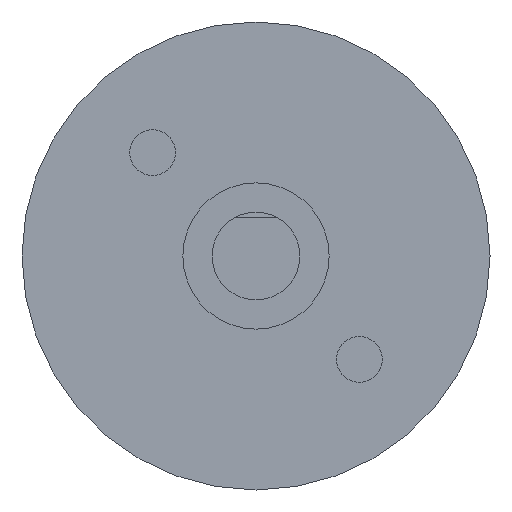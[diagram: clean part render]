
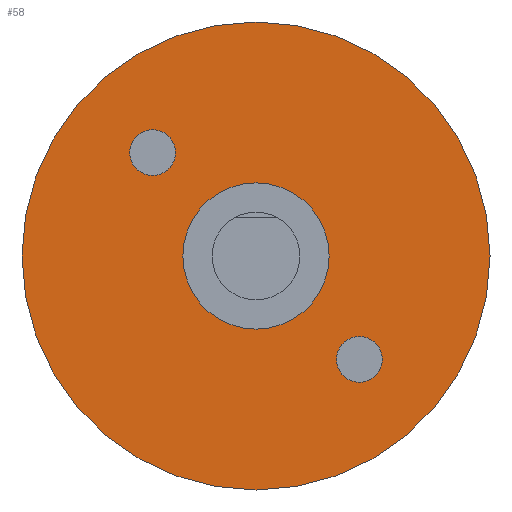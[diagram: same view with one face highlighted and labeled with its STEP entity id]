
A CAD part, front view. The second image highlights one B-rep face of the part: STEP entity #58.
In plain terms, the highlighted planar face has unit normal (0, -1, 0).
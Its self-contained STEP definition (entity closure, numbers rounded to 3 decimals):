
#58 = ADVANCED_FACE( '', ( #140, #141, #142, #143 ), #144, .F. );
#140 = FACE_BOUND( '', #257, .T. );
#141 = FACE_BOUND( '', #258, .T. );
#142 = FACE_OUTER_BOUND( '', #259, .T. );
#143 = FACE_BOUND( '', #260, .T. );
#144 = PLANE( '', #261 );
#257 = EDGE_LOOP( '', ( #373 ) );
#258 = EDGE_LOOP( '', ( #374 ) );
#259 = EDGE_LOOP( '', ( #375 ) );
#260 = EDGE_LOOP( '', ( #376 ) );
#261 = AXIS2_PLACEMENT_3D( '', #377, #378, #379 );
#373 = ORIENTED_EDGE( '', *, *, #616, .T. );
#374 = ORIENTED_EDGE( '', *, *, #617, .T. );
#375 = ORIENTED_EDGE( '', *, *, #618, .F. );
#376 = ORIENTED_EDGE( '', *, *, #619, .T. );
#377 = CARTESIAN_POINT( '', ( 0., 0., -8. ) );
#378 = DIRECTION( '', ( 0., 1., 0. ) );
#379 = DIRECTION( '', ( 0., 0., 1. ) );
#616 = EDGE_CURVE( '', #711, #711, #712, .T. );
#617 = EDGE_CURVE( '', #713, #713, #714, .T. );
#618 = EDGE_CURVE( '', #715, #715, #716, .T. );
#619 = EDGE_CURVE( '', #717, #717, #718, .T. );
#711 = VERTEX_POINT( '', #849 );
#712 = CIRCLE( '', #850, 0.784 );
#713 = VERTEX_POINT( '', #851 );
#714 = CIRCLE( '', #852, 0.784 );
#715 = VERTEX_POINT( '', #853 );
#716 = CIRCLE( '', #854, 8. );
#717 = VERTEX_POINT( '', #855 );
#718 = CIRCLE( '', #856, 2.5 );
#849 = CARTESIAN_POINT( '', ( -2.752, 0., 3.536 ) );
#850 = AXIS2_PLACEMENT_3D( '', #1053, #1054, #1055 );
#851 = CARTESIAN_POINT( '', ( 4.319, 0., -3.536 ) );
#852 = AXIS2_PLACEMENT_3D( '', #1056, #1057, #1058 );
#853 = CARTESIAN_POINT( '', ( 0., 0., 8. ) );
#854 = AXIS2_PLACEMENT_3D( '', #1059, #1060, #1061 );
#855 = CARTESIAN_POINT( '', ( 0., 0., 2.5 ) );
#856 = AXIS2_PLACEMENT_3D( '', #1062, #1063, #1064 );
#1053 = CARTESIAN_POINT( '', ( -3.536, 0., 3.536 ) );
#1054 = DIRECTION( '', ( 0., 1., 0. ) );
#1055 = DIRECTION( '', ( 1., 0., 0. ) );
#1056 = CARTESIAN_POINT( '', ( 3.536, 0., -3.536 ) );
#1057 = DIRECTION( '', ( 0., 1., 0. ) );
#1058 = DIRECTION( '', ( 1., 0., 0. ) );
#1059 = CARTESIAN_POINT( '', ( 0., 0., 0. ) );
#1060 = DIRECTION( '', ( 0., 1., 0. ) );
#1061 = DIRECTION( '', ( 0., 0., 1. ) );
#1062 = CARTESIAN_POINT( '', ( 0., 0., 0. ) );
#1063 = DIRECTION( '', ( 0., 1., 0. ) );
#1064 = DIRECTION( '', ( 0., 0., 1. ) );
